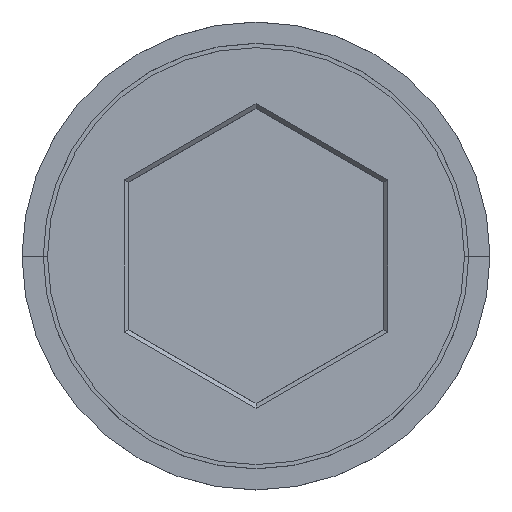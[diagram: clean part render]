
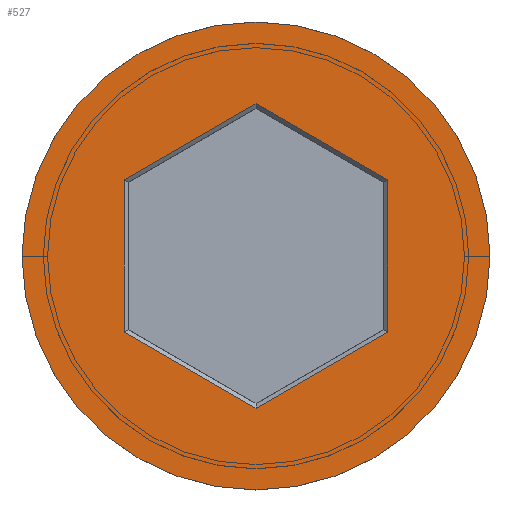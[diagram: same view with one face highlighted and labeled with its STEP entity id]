
A CAD part, top view. The second image highlights one B-rep face of the part: STEP entity #527.
In plain terms, the highlighted planar face has unit normal (0, 0, 1).
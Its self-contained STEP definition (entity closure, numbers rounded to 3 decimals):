
#42 = ORIENTED_EDGE ( 'NONE', *, *, #1060, .T. ) ;
#73 = CARTESIAN_POINT ( 'NONE',  ( 0., 3.58, 0. ) ) ;
#80 = ORIENTED_EDGE ( 'NONE', *, *, #688, .T. ) ;
#155 = VECTOR ( 'NONE', #595, 1000. ) ;
#208 = VECTOR ( 'NONE', #718, 1000. ) ;
#214 = CARTESIAN_POINT ( 'NONE',  ( -3.1, 1.732, 0. ) ) ;
#219 = CARTESIAN_POINT ( 'NONE',  ( -3.1, 1.79, 0. ) ) ;
#223 = ORIENTED_EDGE ( 'NONE', *, *, #738, .T. ) ;
#227 = VERTEX_POINT ( 'NONE', #1241 ) ;
#244 = CARTESIAN_POINT ( 'NONE',  ( -3.05, -1.819, 0. ) ) ;
#327 = FACE_OUTER_BOUND ( 'NONE', #366, .T. ) ;
#328 = EDGE_CURVE ( 'NONE', #829, #1354, #1371, .T. ) ;
#342 = DIRECTION ( 'NONE',  ( 0., 0., 1. ) ) ;
#366 = EDGE_LOOP ( 'NONE', ( #223, #663 ) ) ;
#388 = DIRECTION ( 'NONE',  ( 1., 0., 0. ) ) ;
#401 = LINE ( 'NONE', #899, #525 ) ;
#429 = VECTOR ( 'NONE', #1601, 1000. ) ;
#435 = CARTESIAN_POINT ( 'NONE',  ( 3.05, 1.819, 0. ) ) ;
#438 = ORIENTED_EDGE ( 'NONE', *, *, #1302, .T. ) ;
#444 = DIRECTION ( 'NONE',  ( 1., 0., 0. ) ) ;
#446 = AXIS2_PLACEMENT_3D ( 'NONE', #726, #823, #1074 ) ;
#459 = LINE ( 'NONE', #214, #966 ) ;
#471 = AXIS2_PLACEMENT_3D ( 'NONE', #1567, #342, #444 ) ;
#525 = VECTOR ( 'NONE', #789, 1000. ) ;
#527 = ADVANCED_FACE ( 'NONE', ( #1064, #327 ), #944, .T. ) ;
#543 = EDGE_CURVE ( 'NONE', #781, #1363, #1295, .T. ) ;
#559 = CARTESIAN_POINT ( 'NONE',  ( 5.5, 0., 0. ) ) ;
#595 = DIRECTION ( 'NONE',  ( -0.866, -0.5, 0. ) ) ;
#619 = EDGE_CURVE ( 'NONE', #947, #227, #830, .T. ) ;
#627 = EDGE_CURVE ( 'NONE', #1419, #829, #1316, .T. ) ;
#663 = ORIENTED_EDGE ( 'NONE', *, *, #543, .T. ) ;
#688 = EDGE_CURVE ( 'NONE', #1501, #947, #1226, .T. ) ;
#718 = DIRECTION ( 'NONE',  ( 0.866, -0.5, 0. ) ) ;
#726 = CARTESIAN_POINT ( 'NONE',  ( 0., 0., 0. ) ) ;
#738 = EDGE_CURVE ( 'NONE', #1363, #781, #940, .T. ) ;
#760 = AXIS2_PLACEMENT_3D ( 'NONE', #1348, #1240, #388 ) ;
#781 = VERTEX_POINT ( 'NONE', #1511 ) ;
#789 = DIRECTION ( 'NONE',  ( 0., -1., 0. ) ) ;
#791 = CARTESIAN_POINT ( 'NONE',  ( 0., -3.58, 0. ) ) ;
#823 = DIRECTION ( 'NONE',  ( 0., 0., 1. ) ) ;
#829 = VERTEX_POINT ( 'NONE', #791 ) ;
#830 = LINE ( 'NONE', #435, #208 ) ;
#835 = VECTOR ( 'NONE', #998, 1000. ) ;
#899 = CARTESIAN_POINT ( 'NONE',  ( 3.1, -1.732, 0. ) ) ;
#929 = ORIENTED_EDGE ( 'NONE', *, *, #627, .T. ) ;
#940 = CIRCLE ( 'NONE', #760, 5.5 ) ;
#944 = PLANE ( 'NONE',  #471 ) ;
#947 = VERTEX_POINT ( 'NONE', #73 ) ;
#957 = DIRECTION ( 'NONE',  ( 0., 1., 0. ) ) ;
#966 = VECTOR ( 'NONE', #957, 1000. ) ;
#998 = DIRECTION ( 'NONE',  ( 0.866, 0.5, 0. ) ) ;
#1060 = EDGE_CURVE ( 'NONE', #1354, #1501, #459, .T. ) ;
#1064 = FACE_BOUND ( 'NONE', #1357, .T. ) ;
#1074 = DIRECTION ( 'NONE',  ( 1., 0., 0. ) ) ;
#1191 = ORIENTED_EDGE ( 'NONE', *, *, #619, .T. ) ;
#1226 = LINE ( 'NONE', #1368, #835 ) ;
#1240 = DIRECTION ( 'NONE',  ( 0., 0., 1. ) ) ;
#1241 = CARTESIAN_POINT ( 'NONE',  ( 3.1, 1.79, 0. ) ) ;
#1295 = CIRCLE ( 'NONE', #446, 5.5 ) ;
#1302 = EDGE_CURVE ( 'NONE', #227, #1419, #401, .T. ) ;
#1316 = LINE ( 'NONE', #1441, #155 ) ;
#1348 = CARTESIAN_POINT ( 'NONE',  ( 0., 0., 0. ) ) ;
#1354 = VERTEX_POINT ( 'NONE', #1563 ) ;
#1357 = EDGE_LOOP ( 'NONE', ( #42, #80, #1191, #438, #929, #1571 ) ) ;
#1363 = VERTEX_POINT ( 'NONE', #559 ) ;
#1368 = CARTESIAN_POINT ( 'NONE',  ( -0.05, 3.551, 0. ) ) ;
#1371 = LINE ( 'NONE', #244, #429 ) ;
#1407 = CARTESIAN_POINT ( 'NONE',  ( 3.1, -1.79, 0. ) ) ;
#1419 = VERTEX_POINT ( 'NONE', #1407 ) ;
#1441 = CARTESIAN_POINT ( 'NONE',  ( 0.05, -3.551, 0. ) ) ;
#1501 = VERTEX_POINT ( 'NONE', #219 ) ;
#1511 = CARTESIAN_POINT ( 'NONE',  ( -5.5, 0., 0. ) ) ;
#1563 = CARTESIAN_POINT ( 'NONE',  ( -3.1, -1.79, 0. ) ) ;
#1567 = CARTESIAN_POINT ( 'NONE',  ( 0., 0., 0. ) ) ;
#1571 = ORIENTED_EDGE ( 'NONE', *, *, #328, .T. ) ;
#1601 = DIRECTION ( 'NONE',  ( -0.866, 0.5, 0. ) ) ;
